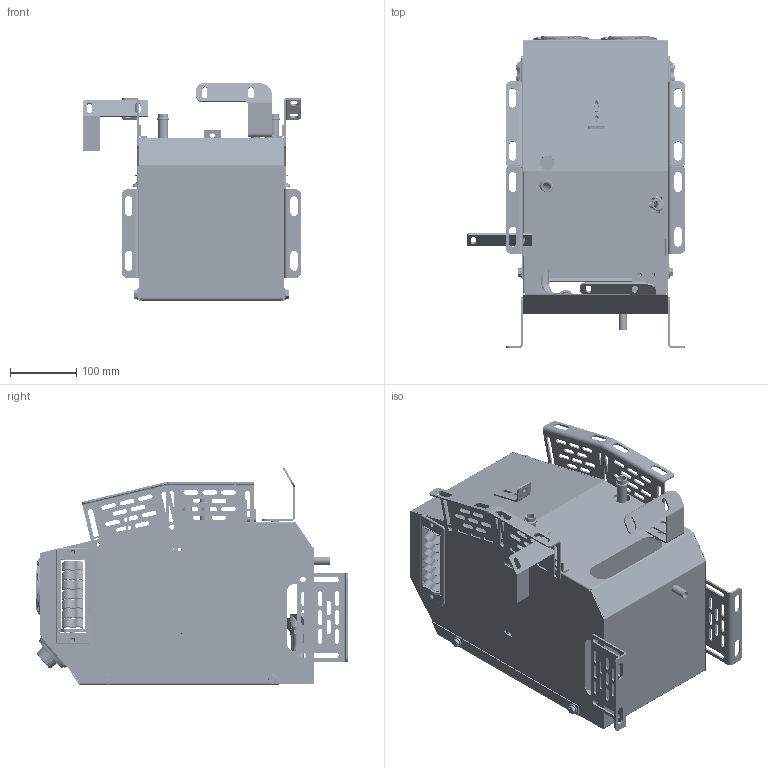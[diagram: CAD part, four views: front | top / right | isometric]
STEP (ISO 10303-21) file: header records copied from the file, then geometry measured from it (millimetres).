
FILE_DESCRIPTION (( 'STEP AP203' ), '1' );
FILE_NAME ('411-300-T30.STEP', '2024-11-26T17:46:13', ( '' ), ( '' ), 'SwSTEP 2.0', 'SolidWorks 2022', '' );
FILE_SCHEMA (( 'CONFIG_CONTROL_DESIGN' ));
Length unit declared in the file: inch
Products named in the file (34): 0.25-20 X 0.75 HEX HEAD_92620A540; 411-842; 411-300-T30; 520-T30-16; Mittoplastic_cabeça_panela(2,5X10); 413-260; BLOCO-1; 302-140-020; poli editado; 411-T30; 520-T30-13; conector femea-1; 520-T30-8; 411-300_modified; 520-T30-9; 520-T30-12; INDAK (menor) - PRINT 8J754A-1; GLO-PARV-S001-00; 520-T30-14; GLO-PARV-P015-00; 520-T30-15; 520-T30-4; GLO-PARV-P007-00(Valor predeterminado); teste; 520-T30-11; 520-T30-1; 401-856; 520-HAC-001; 520-T30-3; 411-846; 0.25 FLAT WASHER_98180A110; 520-T30-2; GLO-PARV-P019-00(Valor predeterminado); GLO-PARV-P020-00(Valor predeterminado)
Assembly tree (61 placements, depth 4):
  411-300-T30
    520-T30-1
    520-T30-2
    520-T30-3
    520-T30-4
    520-T30-9  x4
    413-260
      GLO-PARV-S001-00
        INDAK (menor) - PRINT 8J754A-1  x2
        conector femea-1
      poli editado
        GLO-PARV-P015-00
        teste
      Mittoplastic_cabeça_panela(2,5X10)  x4
      GLO-PARV-P007-00(Valor predeterminado)  x2
      GLO-PARV-P019-00(Valor predeterminado)
      GLO-PARV-P020-00(Valor predeterminado)
      BLOCO-1
    411-842  x2
    411-846  x2
    401-856
    411-300_modified
    520-T30-8  x2
    520-HAC-001
    520-T30-11  x6
    302-140-020  x6
    0.25 FLAT WASHER_98180A110  x4
    0.25-20 X 0.75 HEX HEAD_92620A540  x4
    411-T30
    520-T30-12  x2
    520-T30-13
    520-T30-14
    520-T30-15
    520-T30-16
Bounding box: 328.65 x 470.52 x 328.6 mm (x, y, z)
Volume: 6710493.3 mm3; surface area: 2159807.6 mm2
Topology: 97 solids, 117 shells, 7494 faces, 20059 edges, 12927 vertices
Faces by surface type: plane 3256, cylinder 2256, bspline 1245, cone 698, torus 39
Entity records: 220604 total; most frequent: CARTESIAN_POINT 78200, ORIENTED_EDGE 31126, DIRECTION 25957, EDGE_CURVE 15563, VERTEX_POINT 10014, AXIS2_PLACEMENT_3D 9148, VECTOR 7661, LINE 7661
